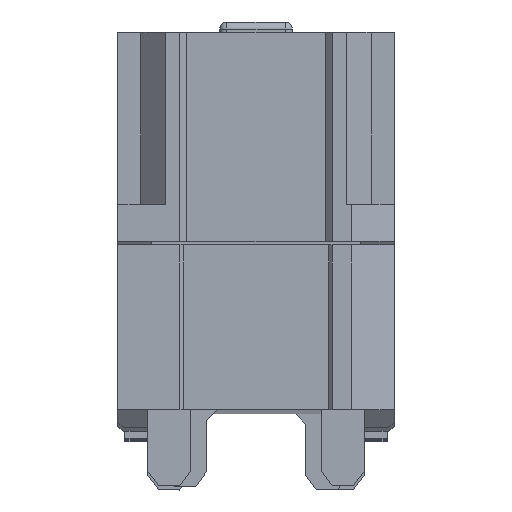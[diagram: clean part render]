
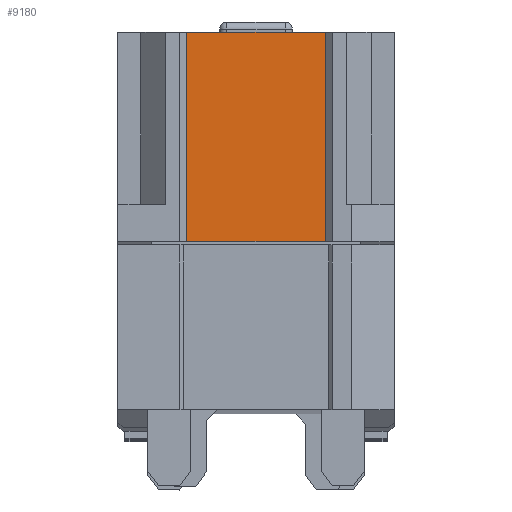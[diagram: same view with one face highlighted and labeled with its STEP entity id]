
A CAD part, top view. The second image highlights one B-rep face of the part: STEP entity #9180.
In plain terms, the highlighted planar face has unit normal (0, 0, 1).
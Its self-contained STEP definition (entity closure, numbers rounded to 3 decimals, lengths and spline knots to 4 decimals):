
#440=CARTESIAN_POINT('',(-6.1231,5.6306,25.35));
#450=VERTEX_POINT('',#440);
#480=CARTESIAN_POINT('',(0.,5.6306,25.35));
#490=DIRECTION('',(1.,0.,0.));
#500=VECTOR('',#490,1.);
#510=LINE('',#480,#500);
#520=CARTESIAN_POINT('',(-2.2231,5.6306,25.35));
#530=VERTEX_POINT('',#520);
#540=EDGE_CURVE('',#450,#530,#510,.T.);
#8800=CARTESIAN_POINT('',(-6.1231,11.5306,25.35));
#8810=VERTEX_POINT('',#8800);
#8840=CARTESIAN_POINT('',(-6.1231,8.5,25.35));
#8850=DIRECTION('',(0.,1.,0.));
#8860=VECTOR('',#8850,1.);
#8870=LINE('',#8840,#8860);
#8880=EDGE_CURVE('',#450,#8810,#8870,.T.);
#8950=CARTESIAN_POINT('',(-4.1731,8.1056,25.35));
#8960=DIRECTION('',(0.,0.,1.));
#8970=DIRECTION('',(-1.,0.,0.));
#8980=AXIS2_PLACEMENT_3D('',#8950,#8960,#8970);
#8990=PLANE('',#8980);
#9000=ORIENTED_EDGE('',*,*,#540,.T.);
#9010=ORIENTED_EDGE('',*,*,#8880,.F.);
#9020=CARTESIAN_POINT('',(0.,11.5306,25.35));
#9030=DIRECTION('',(-1.,0.,0.));
#9040=VECTOR('',#9030,1.);
#9050=LINE('',#9020,#9040);
#9060=CARTESIAN_POINT('',(-2.2231,11.5306,25.35))
;
#9070=VERTEX_POINT('',#9060);
#9080=EDGE_CURVE('',#9070,#8810,#9050,.T.);
#9090=ORIENTED_EDGE('',*,*,#9080,.T.);
#9100=CARTESIAN_POINT('',(-2.2231,8.5,25.35));
#9110=DIRECTION('',(0.,-1.,0.));
#9120=VECTOR('',#9110,1.);
#9130=LINE('',#9100,#9120);
#9140=EDGE_CURVE('',#9070,#530,#9130,.T.);
#9150=ORIENTED_EDGE('',*,*,#9140,.F.);
#9160=EDGE_LOOP('',(#9150,#9090,#9010,#9000));
#9170=FACE_OUTER_BOUND('',#9160,.T.);
#9180=ADVANCED_FACE('',(#9170),#8990,.T.);
